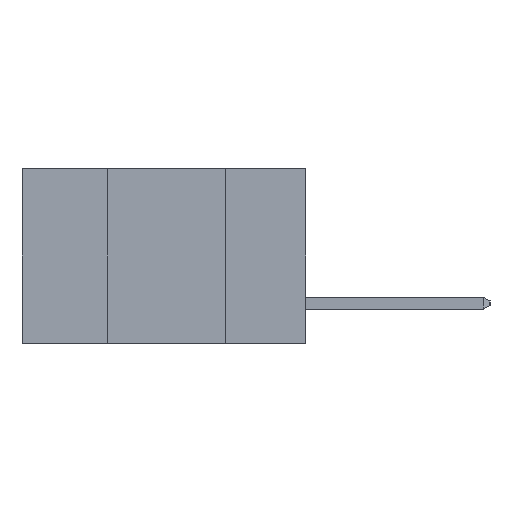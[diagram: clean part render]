
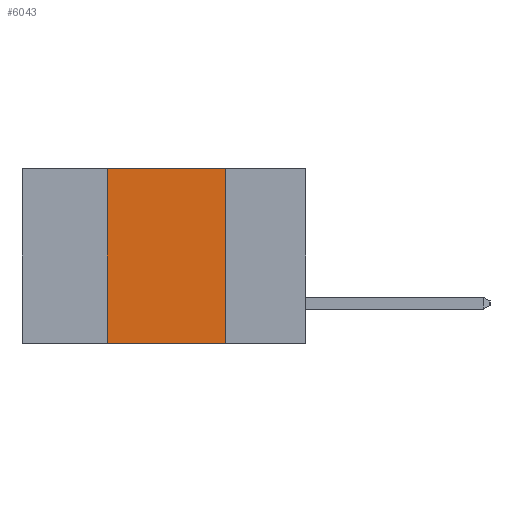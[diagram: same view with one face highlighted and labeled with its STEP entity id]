
A CAD part, left-side view. The second image highlights one B-rep face of the part: STEP entity #6043.
In plain terms, the highlighted planar face has unit normal (-1, 0, 0).
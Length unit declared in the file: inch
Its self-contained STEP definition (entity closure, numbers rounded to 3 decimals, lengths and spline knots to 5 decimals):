
#234 = EDGE_CURVE ( 'NONE', #8664, #3057, #9516, .T. ) ;
#611 = CARTESIAN_POINT ( 'NONE',  ( 0., 0.17, -0.37 ) ) ;
#1044 = ORIENTED_EDGE ( 'NONE', *, *, #3676, .F. ) ;
#1194 = CARTESIAN_POINT ( 'NONE',  ( 0., 0.42, -0.37 ) ) ;
#1314 = VERTEX_POINT ( 'NONE', #2688 ) ;
#1439 = DIRECTION ( 'NONE',  ( 0., 0., -1. ) ) ;
#1508 = CARTESIAN_POINT ( 'NONE',  ( 0., 0.6, 0. ) ) ;
#2318 = CARTESIAN_POINT ( 'NONE',  ( 0., 0.6, -0.37 ) ) ;
#2395 = EDGE_CURVE ( 'NONE', #1314, #2651, #9119, .T. ) ;
#2651 = VERTEX_POINT ( 'NONE', #7781 ) ;
#2688 = CARTESIAN_POINT ( 'NONE',  ( 0., 0.42, 0. ) ) ;
#3000 = AXIS2_PLACEMENT_3D ( 'NONE', #3311, #9057, #4209 ) ;
#3057 = VERTEX_POINT ( 'NONE', #5131 ) ;
#3311 = CARTESIAN_POINT ( 'NONE',  ( 0., 0.6, 0. ) ) ;
#3497 = LINE ( 'NONE', #4215, #5275 ) ;
#3676 = EDGE_CURVE ( 'NONE', #8664, #1314, #3497, .T. ) ;
#4105 = ORIENTED_EDGE ( 'NONE', *, *, #2395, .F. ) ;
#4199 = EDGE_LOOP ( 'NONE', ( #5929, #4105, #1044, #4697 ) ) ;
#4209 = DIRECTION ( 'NONE',  ( 0., 0., -1. ) ) ;
#4215 = CARTESIAN_POINT ( 'NONE',  ( 0., 0.42, -0.37 ) ) ;
#4697 = ORIENTED_EDGE ( 'NONE', *, *, #234, .T. ) ;
#5077 = DIRECTION ( 'NONE',  ( 0., 0., 1. ) ) ;
#5131 = CARTESIAN_POINT ( 'NONE',  ( 0., 0.17, -0.37 ) ) ;
#5275 = VECTOR ( 'NONE', #5077, 39.37008 ) ;
#5840 = DIRECTION ( 'NONE',  ( 0., -1., 0. ) ) ;
#5910 = EDGE_CURVE ( 'NONE', #2651, #3057, #6665, .T. ) ;
#5929 = ORIENTED_EDGE ( 'NONE', *, *, #5910, .F. ) ;
#6043 = ADVANCED_FACE ( 'NONE', ( #9802 ), #8280, .F. ) ;
#6665 = LINE ( 'NONE', #611, #8733 ) ;
#7493 = VECTOR ( 'NONE', #8221, 39.37008 ) ;
#7781 = CARTESIAN_POINT ( 'NONE',  ( 0., 0.17, 0. ) ) ;
#8221 = DIRECTION ( 'NONE',  ( 0., -1., 0. ) ) ;
#8280 = PLANE ( 'NONE',  #3000 ) ;
#8395 = VECTOR ( 'NONE', #5840, 39.37008 ) ;
#8664 = VERTEX_POINT ( 'NONE', #1194 ) ;
#8733 = VECTOR ( 'NONE', #1439, 39.37008 ) ;
#9057 = DIRECTION ( 'NONE',  ( 1., 0., 0. ) ) ;
#9119 = LINE ( 'NONE', #1508, #8395 ) ;
#9516 = LINE ( 'NONE', #2318, #7493 ) ;
#9802 = FACE_OUTER_BOUND ( 'NONE', #4199, .T. ) ;
